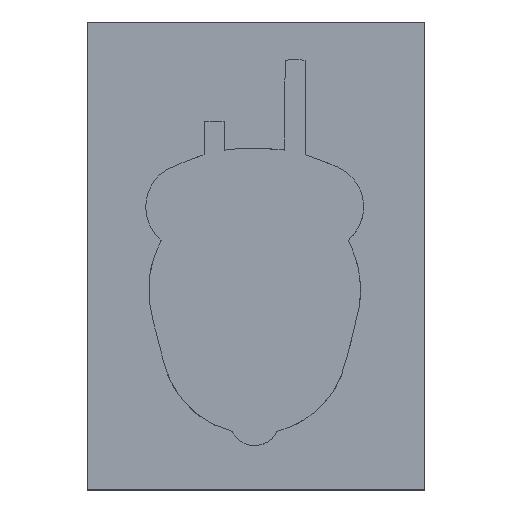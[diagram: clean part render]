
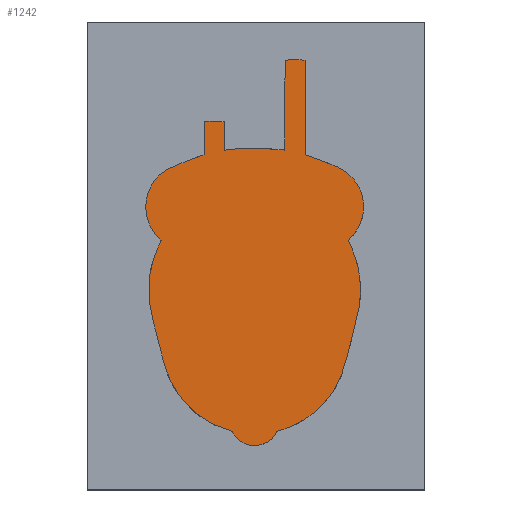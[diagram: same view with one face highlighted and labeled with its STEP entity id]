
A CAD part, top view. The second image highlights one B-rep face of the part: STEP entity #1242.
In plain terms, the highlighted planar face has unit normal (0, 0, 1).
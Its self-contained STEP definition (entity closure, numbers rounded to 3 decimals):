
#42=PLANE('',#1300);
#184=FACE_OUTER_BOUND('',#249,.T.);
#249=EDGE_LOOP('',(#1091,#1092,#1093,#1094));
#355=LINE('',#2321,#474);
#363=LINE('',#2336,#482);
#364=LINE('',#2338,#483);
#365=LINE('',#2339,#484);
#474=VECTOR('',#1474,10.);
#482=VECTOR('',#1486,10.);
#483=VECTOR('',#1489,10.);
#484=VECTOR('',#1490,10.);
#615=VERTEX_POINT('',#2317);
#617=VERTEX_POINT('',#2320);
#621=VERTEX_POINT('',#2332);
#622=VERTEX_POINT('',#2334);
#791=EDGE_CURVE('',#615,#617,#355,.T.);
#799=EDGE_CURVE('',#621,#622,#363,.T.);
#800=EDGE_CURVE('',#621,#615,#364,.T.);
#801=EDGE_CURVE('',#617,#622,#365,.T.);
#1091=ORIENTED_EDGE('',*,*,#800,.F.);
#1092=ORIENTED_EDGE('',*,*,#799,.T.);
#1093=ORIENTED_EDGE('',*,*,#801,.F.);
#1094=ORIENTED_EDGE('',*,*,#791,.F.);
#1242=ADVANCED_FACE('',(#184),#42,.T.);
#1300=AXIS2_PLACEMENT_3D('',#2337,#1487,#1488);
#1474=DIRECTION('',(0.,1.,0.));
#1486=DIRECTION('',(0.,1.,0.));
#1487=DIRECTION('center_axis',(0.,0.,1.));
#1488=DIRECTION('ref_axis',(1.,0.,0.));
#1489=DIRECTION('',(-1.,0.,0.));
#1490=DIRECTION('',(1.,0.,0.));
#2317=CARTESIAN_POINT('',(-32.,1.5,-1.05));
#2320=CARTESIAN_POINT('',(-32.,91.5,-1.05));
#2321=CARTESIAN_POINT('',(-32.,1.5,-1.05));
#2332=CARTESIAN_POINT('',(32.,1.5,-1.05));
#2334=CARTESIAN_POINT('',(32.,91.5,-1.05));
#2336=CARTESIAN_POINT('',(32.,1.5,-1.05));
#2337=CARTESIAN_POINT('Origin',(-32.,1.5,-1.05));
#2338=CARTESIAN_POINT('',(-16.,1.5,-1.05));
#2339=CARTESIAN_POINT('',(-16.,91.5,-1.05));
